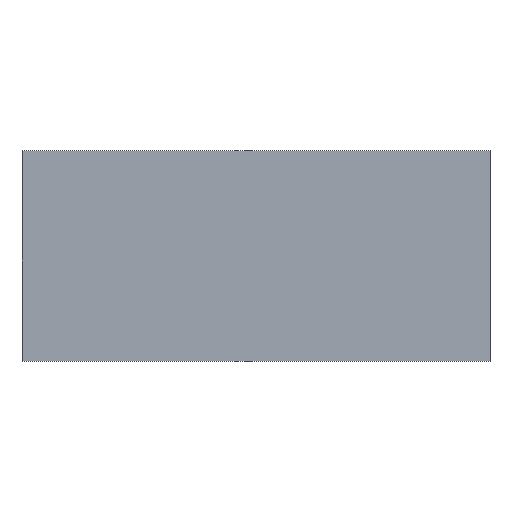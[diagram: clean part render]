
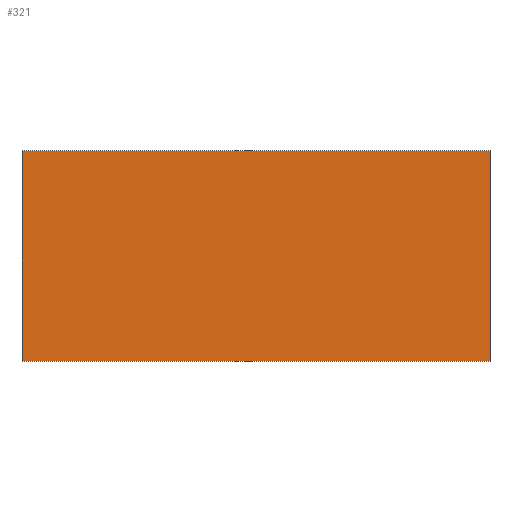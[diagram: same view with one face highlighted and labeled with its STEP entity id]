
A CAD part, top view. The second image highlights one B-rep face of the part: STEP entity #321.
In plain terms, the highlighted planar face has unit normal (0, 0, 1).
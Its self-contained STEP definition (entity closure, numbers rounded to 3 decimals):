
#136 = CARTESIAN_POINT ( 'NONE',  ( 0., 22.5, 0. ) ) ;
#192 = CARTESIAN_POINT ( 'NONE',  ( 100., 22.5, 0. ) ) ;
#210 = CARTESIAN_POINT ( 'NONE',  ( 0., -22.5, 0. ) ) ;
#212 = LINE ( 'NONE', #217, #220 ) ;
#214 = DIRECTION ( 'NONE',  ( -1., 0., 0. ) ) ;
#217 = CARTESIAN_POINT ( 'NONE',  ( 100., -22.5, 0. ) ) ;
#220 = VECTOR ( 'NONE', #214, 1000. ) ;
#282 = DIRECTION ( 'NONE',  ( 0., -1., 0. ) ) ;
#294 = VECTOR ( 'NONE', #282, 1000. ) ;
#295 = CARTESIAN_POINT ( 'NONE',  ( 0., -22.5, 0. ) ) ;
#296 = LINE ( 'NONE', #295, #294 ) ;
#312 = EDGE_CURVE ( 'NONE', #486, #376, #635, .T. ) ;
#316 = ORIENTED_EDGE ( 'NONE', *, *, #312, .F. ) ;
#317 = ORIENTED_EDGE ( 'NONE', *, *, #441, .F. ) ;
#319 = ORIENTED_EDGE ( 'NONE', *, *, #322, .T. ) ;
#321 = ADVANCED_FACE ( 'NONE', ( #639 ), #638, .F. ) ;
#322 = EDGE_CURVE ( 'NONE', #486, #411, #583, .T. ) ;
#376 = VERTEX_POINT ( 'NONE', #676 ) ;
#411 = VERTEX_POINT ( 'NONE', #136 ) ;
#441 = EDGE_CURVE ( 'NONE', #376, #446, #212, .T. ) ;
#446 = VERTEX_POINT ( 'NONE', #210 ) ;
#463 = EDGE_LOOP ( 'NONE', ( #496, #317, #316, #319 ) ) ;
#465 = EDGE_CURVE ( 'NONE', #411, #446, #296, .T. ) ;
#486 = VERTEX_POINT ( 'NONE', #192 ) ;
#496 = ORIENTED_EDGE ( 'NONE', *, *, #465, .T. ) ;
#581 = DIRECTION ( 'NONE',  ( -1., 0., 0. ) ) ;
#582 = VECTOR ( 'NONE', #581, 1000. ) ;
#583 = LINE ( 'NONE', #589, #582 ) ;
#586 = DIRECTION ( 'NONE',  ( 0., 1., 0. ) ) ;
#587 = DIRECTION ( 'NONE',  ( 0., 0., -1. ) ) ;
#588 = CARTESIAN_POINT ( 'NONE',  ( 100., -22.5, 0. ) ) ;
#589 = CARTESIAN_POINT ( 'NONE',  ( 100., 22.5, 0. ) ) ;
#630 = DIRECTION ( 'NONE',  ( 0., -1., 0. ) ) ;
#631 = VECTOR ( 'NONE', #630, 1000. ) ;
#634 = CARTESIAN_POINT ( 'NONE',  ( 100., -22.5, 0. ) ) ;
#635 = LINE ( 'NONE', #634, #631 ) ;
#636 = AXIS2_PLACEMENT_3D ( 'NONE', #588, #587, #586 ) ;
#638 = PLANE ( 'NONE',  #636 ) ;
#639 = FACE_OUTER_BOUND ( 'NONE', #463, .T. ) ;
#676 = CARTESIAN_POINT ( 'NONE',  ( 100., -22.5, 0. ) ) ;
